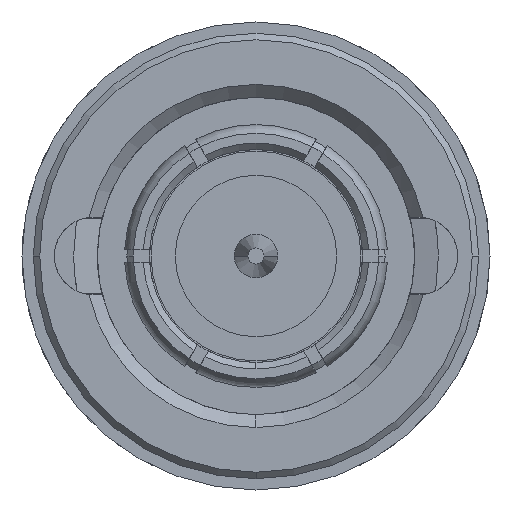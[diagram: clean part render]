
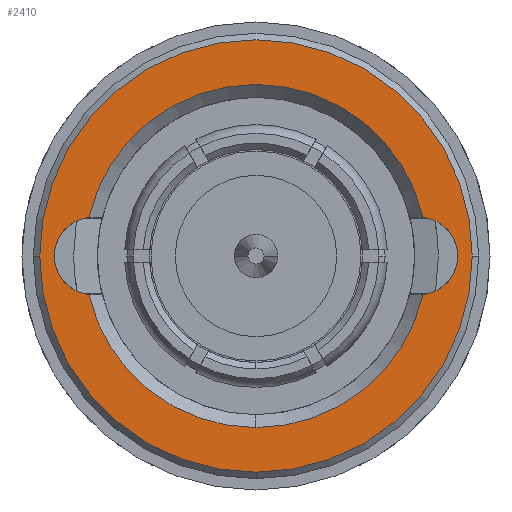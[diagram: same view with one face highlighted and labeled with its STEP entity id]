
A CAD part, left-side view. The second image highlights one B-rep face of the part: STEP entity #2410.
In plain terms, the highlighted planar face has unit normal (-1, 0, 0).
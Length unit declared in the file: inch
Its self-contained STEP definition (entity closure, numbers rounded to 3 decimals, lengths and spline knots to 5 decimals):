
#193 = ORIENTED_EDGE ( 'NONE', *, *, #2236, .T. ) ;
#235 = EDGE_LOOP ( 'NONE', ( #269, #193, #1131, #2027, #3024 ) ) ;
#253 = DIRECTION ( 'NONE',  ( -1., 0., 0. ) ) ;
#269 = ORIENTED_EDGE ( 'NONE', *, *, #4285, .T. ) ;
#378 = CARTESIAN_POINT ( 'NONE',  ( 0., 0., 0. ) ) ;
#574 = DIRECTION ( 'NONE',  ( 0., -0.108, -0.994 ) ) ;
#606 = CARTESIAN_POINT ( 'NONE',  ( 0., -0.26378, 0. ) ) ;
#830 = VERTEX_POINT ( 'NONE', #6167 ) ;
#850 = CIRCLE ( 'NONE', #5424, 0.04724 ) ;
#914 = AXIS2_PLACEMENT_3D ( 'NONE', #5770, #253, #1147 ) ;
#970 = DIRECTION ( 'NONE',  ( 1., 0., 0. ) ) ;
#1129 = DIRECTION ( 'NONE',  ( -1., 0., 0. ) ) ;
#1131 = ORIENTED_EDGE ( 'NONE', *, *, #3056, .F. ) ;
#1137 = DIRECTION ( 'NONE',  ( 0., -1., 0. ) ) ;
#1147 = DIRECTION ( 'NONE',  ( 0., 1., 0. ) ) ;
#1184 = AXIS2_PLACEMENT_3D ( 'NONE', #5138, #1649, #574 ) ;
#1196 = EDGE_LOOP ( 'NONE', ( #5610, #5984, #2210 ) ) ;
#1230 = CIRCLE ( 'NONE', #2503, 0.20925 ) ;
#1383 = VERTEX_POINT ( 'NONE', #5604 ) ;
#1416 = DIRECTION ( 'NONE',  ( 0., 0.974, 0.224 ) ) ;
#1466 = CARTESIAN_POINT ( 'NONE',  ( 0., 0.20391, -0.04697 ) ) ;
#1504 = AXIS2_PLACEMENT_3D ( 'NONE', #4798, #5369, #4890 ) ;
#1633 = CARTESIAN_POINT ( 'NONE',  ( 0., 0.19882, 0. ) ) ;
#1642 = CARTESIAN_POINT ( 'NONE',  ( 0., 0.20391, 0.04697 ) ) ;
#1649 = DIRECTION ( 'NONE',  ( -1., 0., 0. ) ) ;
#1865 = DIRECTION ( 'NONE',  ( 0., -0.974, -0.224 ) ) ;
#1947 = VERTEX_POINT ( 'NONE', #1642 ) ;
#2027 = ORIENTED_EDGE ( 'NONE', *, *, #5240, .T. ) ;
#2132 = AXIS2_PLACEMENT_3D ( 'NONE', #3192, #5093, #1137 ) ;
#2154 = VERTEX_POINT ( 'NONE', #1466 ) ;
#2210 = ORIENTED_EDGE ( 'NONE', *, *, #5213, .T. ) ;
#2213 = VERTEX_POINT ( 'NONE', #606 ) ;
#2236 = EDGE_CURVE ( 'NONE', #1383, #2154, #5798, .T. ) ;
#2351 = CIRCLE ( 'NONE', #1184, 0.04724 ) ;
#2410 = ADVANCED_FACE ( 'NONE', ( #5401, #5799 ), #2773, .F. ) ;
#2444 = CIRCLE ( 'NONE', #2132, 0.26378 ) ;
#2503 = AXIS2_PLACEMENT_3D ( 'NONE', #5526, #5985, #1865 ) ;
#2650 = EDGE_CURVE ( 'NONE', #2213, #5920, #2444, .T. ) ;
#2654 = DIRECTION ( 'NONE',  ( 0., 0.108, 0.994 ) ) ;
#2773 = PLANE ( 'NONE',  #1504 ) ;
#3024 = ORIENTED_EDGE ( 'NONE', *, *, #6294, .F. ) ;
#3030 = AXIS2_PLACEMENT_3D ( 'NONE', #378, #3466, #5997 ) ;
#3056 = EDGE_CURVE ( 'NONE', #1947, #2154, #850, .T. ) ;
#3145 = CARTESIAN_POINT ( 'NONE',  ( 0., 0.26378, 0. ) ) ;
#3192 = CARTESIAN_POINT ( 'NONE',  ( 0., 0., 0. ) ) ;
#3356 = AXIS2_PLACEMENT_3D ( 'NONE', #4731, #4161, #5170 ) ;
#3452 = AXIS2_PLACEMENT_3D ( 'NONE', #4495, #970, #1416 ) ;
#3466 = DIRECTION ( 'NONE',  ( -1., 0., 0. ) ) ;
#3791 = CIRCLE ( 'NONE', #914, 0.26378 ) ;
#4161 = DIRECTION ( 'NONE',  ( 1., 0., 0. ) ) ;
#4285 = EDGE_CURVE ( 'NONE', #6082, #1383, #1230, .T. ) ;
#4495 = CARTESIAN_POINT ( 'NONE',  ( 0., 0., 0. ) ) ;
#4731 = CARTESIAN_POINT ( 'NONE',  ( 0., 0., 0. ) ) ;
#4798 = CARTESIAN_POINT ( 'NONE',  ( 0., 0., 0. ) ) ;
#4890 = DIRECTION ( 'NONE',  ( 0., 1., 0. ) ) ;
#4938 = EDGE_CURVE ( 'NONE', #5920, #830, #3791, .T. ) ;
#4982 = VERTEX_POINT ( 'NONE', #5302 ) ;
#5049 = CIRCLE ( 'NONE', #3452, 0.20925 ) ;
#5093 = DIRECTION ( 'NONE',  ( -1., 0., 0. ) ) ;
#5138 = CARTESIAN_POINT ( 'NONE',  ( 0., -0.19882, 0. ) ) ;
#5155 = CIRCLE ( 'NONE', #3030, 0.26378 ) ;
#5170 = DIRECTION ( 'NONE',  ( 0., -0.974, -0.224 ) ) ;
#5213 = EDGE_CURVE ( 'NONE', #830, #2213, #5155, .T. ) ;
#5240 = EDGE_CURVE ( 'NONE', #1947, #4982, #5049, .T. ) ;
#5302 = CARTESIAN_POINT ( 'NONE',  ( 0., -0.20391, 0.04697 ) ) ;
#5369 = DIRECTION ( 'NONE',  ( 1., 0., 0. ) ) ;
#5401 = FACE_BOUND ( 'NONE', #235, .T. ) ;
#5424 = AXIS2_PLACEMENT_3D ( 'NONE', #1633, #1129, #2654 ) ;
#5526 = CARTESIAN_POINT ( 'NONE',  ( 0., 0., 0. ) ) ;
#5604 = CARTESIAN_POINT ( 'NONE',  ( 0., 0., -0.20925 ) ) ;
#5610 = ORIENTED_EDGE ( 'NONE', *, *, #2650, .T. ) ;
#5770 = CARTESIAN_POINT ( 'NONE',  ( 0., 0., 0. ) ) ;
#5798 = CIRCLE ( 'NONE', #3356, 0.20925 ) ;
#5799 = FACE_OUTER_BOUND ( 'NONE', #1196, .T. ) ;
#5920 = VERTEX_POINT ( 'NONE', #3145 ) ;
#5984 = ORIENTED_EDGE ( 'NONE', *, *, #4938, .T. ) ;
#5985 = DIRECTION ( 'NONE',  ( 1., 0., 0. ) ) ;
#5997 = DIRECTION ( 'NONE',  ( 0., 1., 0. ) ) ;
#6082 = VERTEX_POINT ( 'NONE', #6442 ) ;
#6167 = CARTESIAN_POINT ( 'NONE',  ( 0., 0., -0.26378 ) ) ;
#6294 = EDGE_CURVE ( 'NONE', #6082, #4982, #2351, .T. ) ;
#6442 = CARTESIAN_POINT ( 'NONE',  ( 0., -0.20391, -0.04697 ) ) ;
